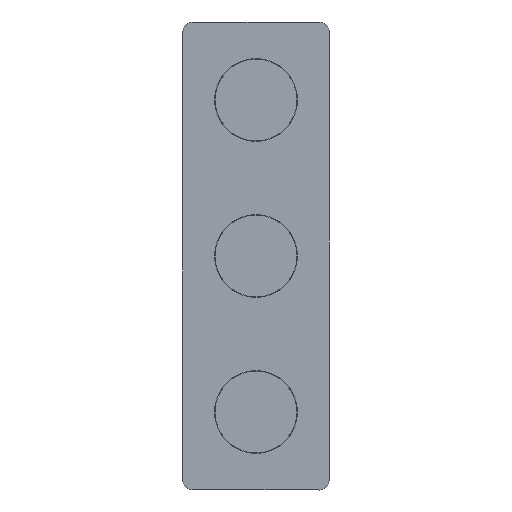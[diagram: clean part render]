
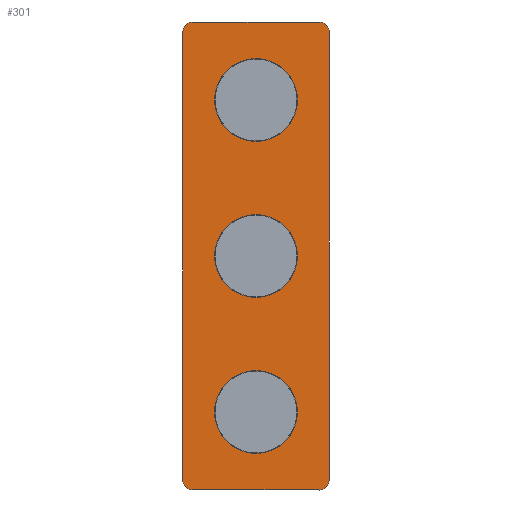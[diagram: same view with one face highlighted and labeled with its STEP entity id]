
A CAD part, front view. The second image highlights one B-rep face of the part: STEP entity #301.
In plain terms, the highlighted planar face has unit normal (0, -1, 0).
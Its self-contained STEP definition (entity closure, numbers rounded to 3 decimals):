
#1=CARTESIAN_POINT('',(0.,0.,0.));
#2=DIRECTION('',(0.,-1.,0.));
#3=DIRECTION('',(1.,0.,0.));
#4=AXIS2_PLACEMENT_3D('',#1,#2,#3);
#6=CARTESIAN_POINT('',(0.,0.,0.));
#7=DIRECTION('',(0.,-1.,0.));
#8=DIRECTION('',(-1.,0.,0.));
#9=AXIS2_PLACEMENT_3D('',#6,#7,#8);
#11=CARTESIAN_POINT('',(0.,0.,-80.));
#12=DIRECTION('',(0.,-1.,0.));
#13=DIRECTION('',(1.,0.,0.));
#14=AXIS2_PLACEMENT_3D('',#11,#12,#13);
#16=CARTESIAN_POINT('',(0.,0.,-80.));
#17=DIRECTION('',(0.,-1.,0.));
#18=DIRECTION('',(-1.,0.,0.));
#19=AXIS2_PLACEMENT_3D('',#16,#17,#18);
#21=CARTESIAN_POINT('',(0.,0.,80.));
#22=DIRECTION('',(0.,-1.,0.));
#23=DIRECTION('',(1.,0.,0.));
#24=AXIS2_PLACEMENT_3D('',#21,#22,#23);
#26=CARTESIAN_POINT('',(0.,0.,80.));
#27=DIRECTION('',(0.,-1.,0.));
#28=DIRECTION('',(-1.,0.,0.));
#29=AXIS2_PLACEMENT_3D('',#26,#27,#28);
#31=CARTESIAN_POINT('',(-32.5,0.,-115.));
#32=DIRECTION('',(0.,-1.,0.));
#33=DIRECTION('',(-1.,0.,0.));
#34=AXIS2_PLACEMENT_3D('',#31,#32,#33);
#36=DIRECTION('',(0.,0.,1.));
#37=VECTOR('',#36,230.);
#38=CARTESIAN_POINT('',(-37.5,0.,-115.));
#39=LINE('',#38,#37);
#40=CARTESIAN_POINT('',(-32.5,0.,115.));
#41=DIRECTION('',(0.,-1.,0.));
#42=DIRECTION('',(0.,0.,1.));
#43=AXIS2_PLACEMENT_3D('',#40,#41,#42);
#45=DIRECTION('',(1.,0.,0.));
#46=VECTOR('',#45,65.);
#47=CARTESIAN_POINT('',(-32.5,0.,120.));
#48=LINE('',#47,#46);
#49=CARTESIAN_POINT('',(32.5,0.,115.));
#50=DIRECTION('',(0.,-1.,0.));
#51=DIRECTION('',(1.,0.,0.));
#52=AXIS2_PLACEMENT_3D('',#49,#50,#51);
#54=DIRECTION('',(0.,0.,-1.));
#55=VECTOR('',#54,230.);
#56=CARTESIAN_POINT('',(37.5,0.,115.));
#57=LINE('',#56,#55);
#58=CARTESIAN_POINT('',(32.5,0.,-115.));
#59=DIRECTION('',(0.,-1.,0.));
#60=DIRECTION('',(0.,0.,-1.));
#61=AXIS2_PLACEMENT_3D('',#58,#59,#60);
#63=DIRECTION('',(-1.,0.,0.));
#64=VECTOR('',#63,65.);
#65=CARTESIAN_POINT('',(32.5,0.,-120.));
#66=LINE('',#65,#64);
#189=CARTESIAN_POINT('',(21.25,0.,0.));
#190=CARTESIAN_POINT('',(-21.25,0.,0.));
#191=VERTEX_POINT('',#189);
#192=VERTEX_POINT('',#190);
#193=CARTESIAN_POINT('',(21.25,0.,-80.));
#194=CARTESIAN_POINT('',(-21.25,0.,-80.));
#195=VERTEX_POINT('',#193);
#196=VERTEX_POINT('',#194);
#197=CARTESIAN_POINT('',(21.25,0.,80.));
#198=CARTESIAN_POINT('',(-21.25,0.,80.));
#199=VERTEX_POINT('',#197);
#200=VERTEX_POINT('',#198);
#213=CARTESIAN_POINT('',(-37.5,0.,-115.));
#214=CARTESIAN_POINT('',(-32.5,0.,-120.));
#215=VERTEX_POINT('',#213);
#216=VERTEX_POINT('',#214);
#221=CARTESIAN_POINT('',(32.5,0.,-120.));
#222=CARTESIAN_POINT('',(37.5,0.,-115.));
#223=VERTEX_POINT('',#221);
#224=VERTEX_POINT('',#222);
#229=CARTESIAN_POINT('',(-32.5,0.,120.));
#230=CARTESIAN_POINT('',(-37.5,0.,115.));
#231=VERTEX_POINT('',#229);
#232=VERTEX_POINT('',#230);
#237=CARTESIAN_POINT('',(37.5,0.,115.));
#238=CARTESIAN_POINT('',(32.5,0.,120.));
#239=VERTEX_POINT('',#237);
#240=VERTEX_POINT('',#238);
#261=CARTESIAN_POINT('',(0.,0.,0.));
#262=DIRECTION('',(0.,1.,0.));
#263=DIRECTION('',(1.,0.,0.));
#264=AXIS2_PLACEMENT_3D('',#261,#262,#263);
#265=PLANE('',#264);
#267=ORIENTED_EDGE('',*,*,#266,.F.);
#269=ORIENTED_EDGE('',*,*,#268,.T.);
#271=ORIENTED_EDGE('',*,*,#270,.F.);
#273=ORIENTED_EDGE('',*,*,#272,.T.);
#274=ORIENTED_EDGE('',*,*,#250,.F.);
#276=ORIENTED_EDGE('',*,*,#275,.T.);
#278=ORIENTED_EDGE('',*,*,#277,.F.);
#280=ORIENTED_EDGE('',*,*,#279,.T.);
#281=EDGE_LOOP('',(#267,#269,#271,#273,#274,#276,#278,#280));
#282=FACE_OUTER_BOUND('',#281,.F.);
#284=ORIENTED_EDGE('',*,*,#283,.T.);
#286=ORIENTED_EDGE('',*,*,#285,.T.);
#287=EDGE_LOOP('',(#284,#286));
#288=FACE_BOUND('',#287,.F.);
#290=ORIENTED_EDGE('',*,*,#289,.T.);
#292=ORIENTED_EDGE('',*,*,#291,.T.);
#293=EDGE_LOOP('',(#290,#292));
#294=FACE_BOUND('',#293,.F.);
#296=ORIENTED_EDGE('',*,*,#295,.T.);
#298=ORIENTED_EDGE('',*,*,#297,.T.);
#299=EDGE_LOOP('',(#296,#298));
#300=FACE_BOUND('',#299,.F.);
#301=ADVANCED_FACE('',(#282,#288,#294,#300),#265,.F.);
#5=CIRCLE('',#4,21.25);
#10=CIRCLE('',#9,21.25);
#15=CIRCLE('',#14,21.25);
#20=CIRCLE('',#19,21.25);
#25=CIRCLE('',#24,21.25);
#30=CIRCLE('',#29,21.25);
#35=CIRCLE('',#34,5.);
#44=CIRCLE('',#43,5.);
#53=CIRCLE('',#52,5.);
#62=CIRCLE('',#61,5.);
#250=EDGE_CURVE('',#239,#240,#53,.T.);
#266=EDGE_CURVE('',#215,#216,#35,.T.);
#268=EDGE_CURVE('',#215,#232,#39,.T.);
#270=EDGE_CURVE('',#231,#232,#44,.T.);
#272=EDGE_CURVE('',#231,#240,#48,.T.);
#275=EDGE_CURVE('',#239,#224,#57,.T.);
#277=EDGE_CURVE('',#223,#224,#62,.T.);
#279=EDGE_CURVE('',#223,#216,#66,.T.);
#283=EDGE_CURVE('',#195,#196,#15,.T.);
#285=EDGE_CURVE('',#196,#195,#20,.T.);
#289=EDGE_CURVE('',#199,#200,#25,.T.);
#291=EDGE_CURVE('',#200,#199,#30,.T.);
#295=EDGE_CURVE('',#191,#192,#5,.T.);
#297=EDGE_CURVE('',#192,#191,#10,.T.);
